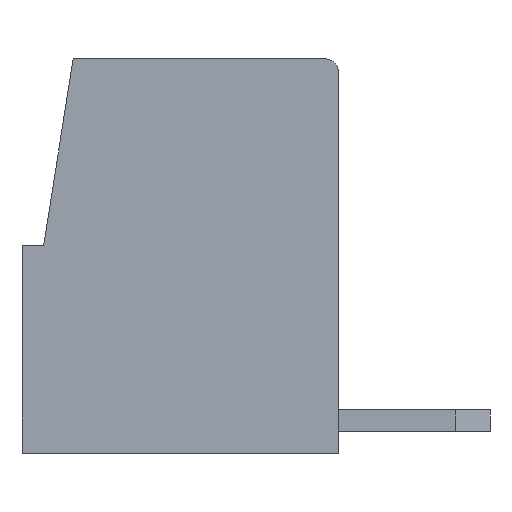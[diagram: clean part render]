
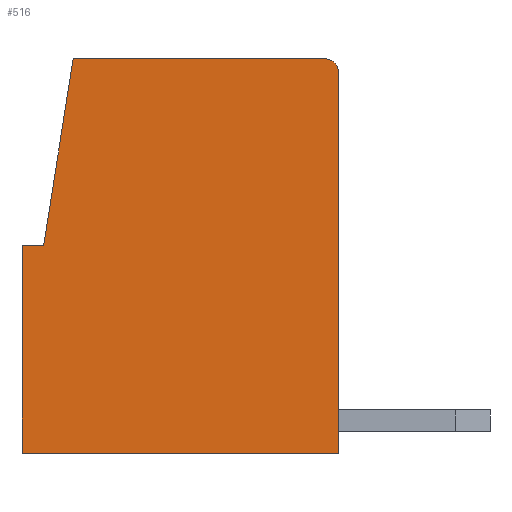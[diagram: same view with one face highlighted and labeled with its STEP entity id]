
A CAD part, left-side view. The second image highlights one B-rep face of the part: STEP entity #516.
In plain terms, the highlighted planar face has unit normal (-1, 0, 0).
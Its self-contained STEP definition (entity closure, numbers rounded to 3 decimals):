
#516 = ADVANCED_FACE( '', ( #1156 ), #1157, .T. );
#1156 = FACE_OUTER_BOUND( '', #1938, .T. );
#1157 = PLANE( '', #1939 );
#1938 = EDGE_LOOP( '', ( #3268, #3269, #3270, #3271, #3272, #3273, #3274 ) );
#1939 = AXIS2_PLACEMENT_3D( '', #3275, #3276, #3277 );
#3268 = ORIENTED_EDGE( '', *, *, #4975, .F. );
#3269 = ORIENTED_EDGE( '', *, *, #5214, .F. );
#3270 = ORIENTED_EDGE( '', *, *, #5215, .F. );
#3271 = ORIENTED_EDGE( '', *, *, #4795, .F. );
#3272 = ORIENTED_EDGE( '', *, *, #5216, .F. );
#3273 = ORIENTED_EDGE( '', *, *, #5217, .F. );
#3274 = ORIENTED_EDGE( '', *, *, #4775, .F. );
#3275 = CARTESIAN_POINT( '', ( -3.355, -9.024, 9.8 ) );
#3276 = DIRECTION( '', ( -1., 0., 0. ) );
#3277 = DIRECTION( '', ( 0., 0., 1. ) );
#4775 = EDGE_CURVE( '', #5713, #5715, #5716, .T. );
#4795 = EDGE_CURVE( '', #5751, #5739, #5753, .T. );
#4975 = EDGE_CURVE( '', #6066, #5713, #6068, .T. );
#5214 = EDGE_CURVE( '', #6439, #6066, #6440, .T. );
#5215 = EDGE_CURVE( '', #5739, #6439, #6441, .T. );
#5216 = EDGE_CURVE( '', #6442, #5751, #6443, .T. );
#5217 = EDGE_CURVE( '', #5715, #6442, #6444, .T. );
#5713 = VERTEX_POINT( '', #7082 );
#5715 = VERTEX_POINT( '', #7085 );
#5716 = CIRCLE( '', #7086, 0.3 );
#5739 = VERTEX_POINT( '', #7117 );
#5751 = VERTEX_POINT( '', #7135 );
#5753 = LINE( '', #7138, #7139 );
#6066 = VERTEX_POINT( '', #7594 );
#6068 = LINE( '', #7597, #7598 );
#6439 = VERTEX_POINT( '', #8141 );
#6440 = LINE( '', #8142, #8143 );
#6441 = LINE( '', #8144, #8145 );
#6442 = VERTEX_POINT( '', #8146 );
#6443 = LINE( '', #8147, #8148 );
#6444 = LINE( '', #8149, #8150 );
#7082 = CARTESIAN_POINT( '', ( -3.355, -4.034, 9.1 ) );
#7085 = CARTESIAN_POINT( '', ( -3.355, -4.334, 8.8 ) );
#7086 = AXIS2_PLACEMENT_3D( '', #8948, #8949, #8950 );
#7117 = CARTESIAN_POINT( '', ( -3.355, 2.966, 4.8 ) );
#7135 = CARTESIAN_POINT( '', ( -3.355, 2.966, 0. ) );
#7138 = CARTESIAN_POINT( '', ( -3.355, 2.966, 0. ) );
#7139 = VECTOR( '', #8972, 1000. );
#7594 = CARTESIAN_POINT( '', ( -3.355, 1.785, 9.1 ) );
#7597 = CARTESIAN_POINT( '', ( -3.355, 0., 9.1 ) );
#7598 = VECTOR( '', #9143, 1000. );
#8141 = CARTESIAN_POINT( '', ( -3.355, 2.466, 4.8 ) );
#8142 = CARTESIAN_POINT( '', ( -3.355, 3.226, 0. ) );
#8143 = VECTOR( '', #9352, 1000. );
#8144 = CARTESIAN_POINT( '', ( -3.355, 0., 4.8 ) );
#8145 = VECTOR( '', #9353, 1000. );
#8146 = CARTESIAN_POINT( '', ( -3.355, -4.334, 0. ) );
#8147 = CARTESIAN_POINT( '', ( -3.355, 0., 0. ) );
#8148 = VECTOR( '', #9354, 1000. );
#8149 = CARTESIAN_POINT( '', ( -3.355, -4.334, 0. ) );
#8150 = VECTOR( '', #9355, 1000. );
#8948 = CARTESIAN_POINT( '', ( -3.355, -4.034, 8.8 ) );
#8949 = DIRECTION( '', ( 1., 0., 0. ) );
#8950 = DIRECTION( '', ( 0., -1., 0. ) );
#8972 = DIRECTION( '', ( 0., 0., 1. ) );
#9143 = DIRECTION( '', ( 0., -1., 0. ) );
#9352 = DIRECTION( '', ( 0., -0.156, 0.988 ) );
#9353 = DIRECTION( '', ( 0., -1., 0. ) );
#9354 = DIRECTION( '', ( 0., 1., 0. ) );
#9355 = DIRECTION( '', ( 0., 0., -1. ) );
